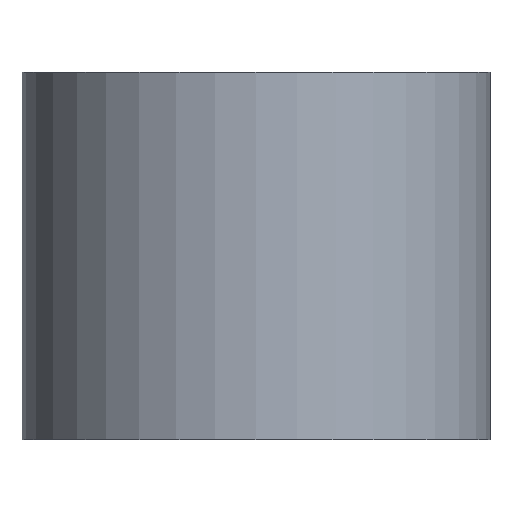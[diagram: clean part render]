
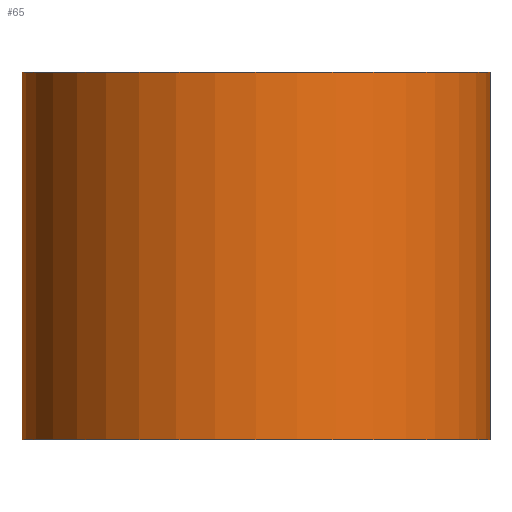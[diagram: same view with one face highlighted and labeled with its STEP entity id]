
A CAD part, front view. The second image highlights one B-rep face of the part: STEP entity #65.
In plain terms, the highlighted cylindrical face has radius 7 mm (diameter 14 mm), a full revolution.
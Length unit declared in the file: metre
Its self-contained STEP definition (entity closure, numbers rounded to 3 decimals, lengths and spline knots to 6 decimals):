
#13=CYLINDRICAL_SURFACE('',#87,0.007);
#18=ORIENTED_EDGE('',*,*,#27,.F.);
#19=ORIENTED_EDGE('',*,*,#26,.T.);
#26=EDGE_CURVE('',#31,#31,#36,.T.);
#27=EDGE_CURVE('',#32,#32,#37,.T.);
#31=VERTEX_POINT('',#122);
#32=VERTEX_POINT('',#125);
#36=CIRCLE('',#84,0.007);
#37=CIRCLE('',#86,0.007);
#43=EDGE_LOOP('',(#18));
#44=EDGE_LOOP('',(#19));
#53=FACE_BOUND('',#43,.T.);
#54=FACE_BOUND('',#44,.T.);
#65=ADVANCED_FACE('',(#53,#54),#13,.T.);
#84=AXIS2_PLACEMENT_3D('',#121,#99,#100);
#86=AXIS2_PLACEMENT_3D('',#124,#103,#104);
#87=AXIS2_PLACEMENT_3D('',#126,#105,#106);
#99=DIRECTION('',(0.,0.,1.));
#100=DIRECTION('',(1.,0.,0.));
#103=DIRECTION('',(0.,0.,1.));
#104=DIRECTION('',(1.,0.,0.));
#105=DIRECTION('',(0.,0.,1.));
#106=DIRECTION('',(1.,0.,0.));
#121=CARTESIAN_POINT('',(0.4125,-0.019,0.031));
#122=CARTESIAN_POINT('',(0.4195,-0.019,0.031));
#124=CARTESIAN_POINT('',(0.4125,-0.019,0.042));
#125=CARTESIAN_POINT('',(0.4195,-0.019,0.042));
#126=CARTESIAN_POINT('',(0.4125,-0.019,0.038));
